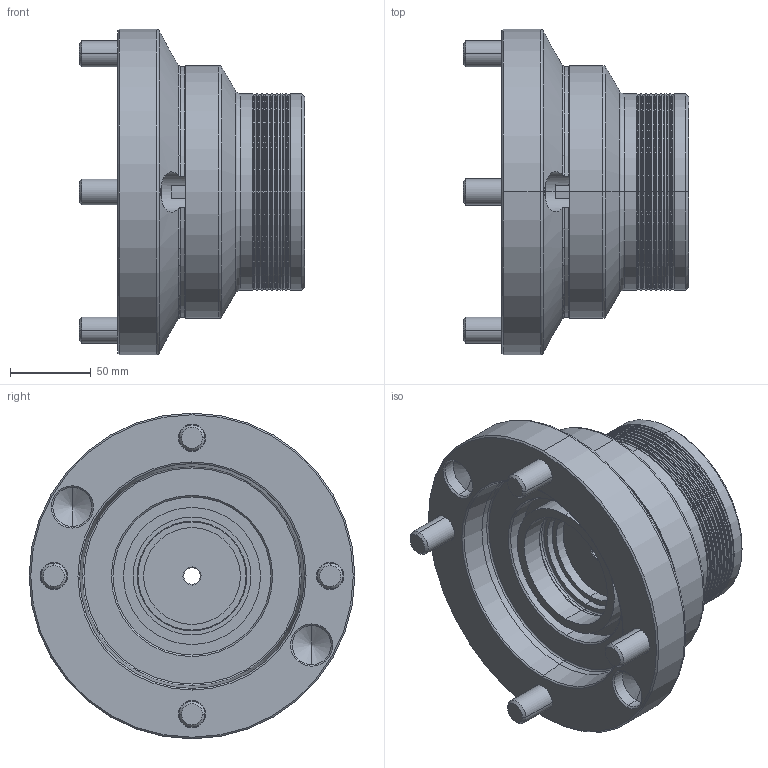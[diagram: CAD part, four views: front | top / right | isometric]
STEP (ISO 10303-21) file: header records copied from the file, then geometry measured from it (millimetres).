
FILE_DESCRIPTION (( 'STEP AP203' ), '1' );
FILE_NAME ('CF-CBE-65A8.STEP', '2020-10-29T07:43:57', ( '' ), ( '' ), 'SwSTEP 2.0', 'SolidWorks 2016', '' );
FILE_SCHEMA (( 'CONFIG_CONTROL_DESIGN' ));
Length unit declared in the file: millimetre
Products named in the file (6): CF-CBE-65A8-01010; CF-CBE-6517-02010; CF-CBE-6517-03010; CF-CBE-65A8; CF-CBE-6517-01010; 圓頭內六角螺栓_M16x35
Assembly tree (8 placements, depth 2):
  CF-CBE-65A8
    CF-CBE-6517-01010
    圓頭內六角螺栓_M16x35  x4
    CF-CBE-65A8-01010
    CF-CBE-6517-02010
    CF-CBE-6517-03010
Bounding box: 140 x 202 x 202 mm (x, y, z)
Volume: 1489750.2 mm3; surface area: 255607.2 mm2
Topology: 8 solids, 8 shells, 356 faces, 782 edges, 460 vertices
Faces by surface type: cone 104, cylinder 100, plane 100, torus 52
Entity records: 8698 total; most frequent: CARTESIAN_POINT 1659, DIRECTION 1500, ORIENTED_EDGE 1220, AXIS2_PLACEMENT_3D 643, EDGE_CURVE 610, VERTEX_POINT 358, CIRCLE 354, EDGE_LOOP 310
